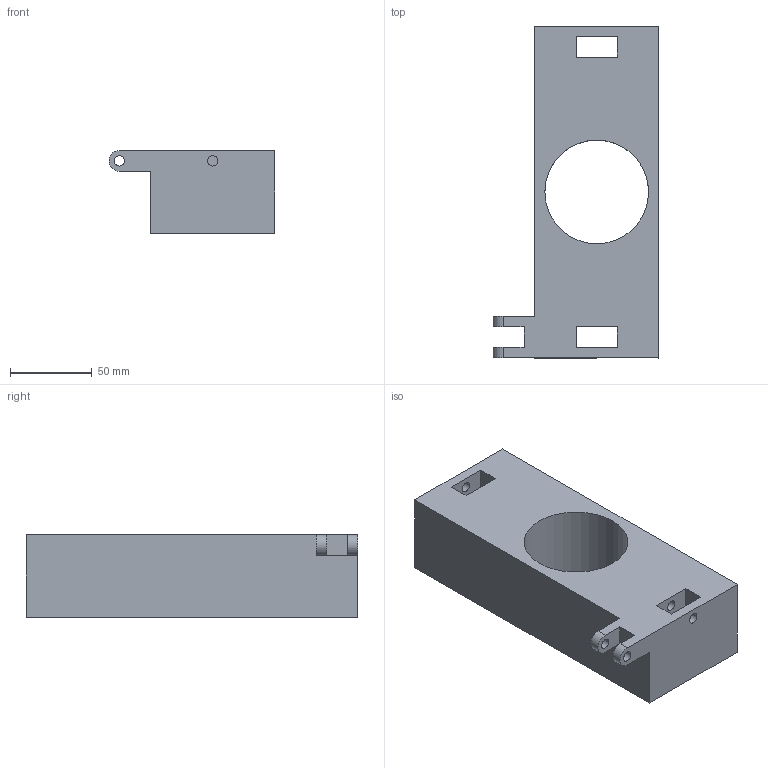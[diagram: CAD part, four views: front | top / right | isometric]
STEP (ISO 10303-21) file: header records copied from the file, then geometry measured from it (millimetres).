
FILE_DESCRIPTION (( 'STEP AP203' ), '1' );
FILE_NAME ('upright (for sim)_Rear left_sldprt.STEP', '2022-10-03T14:25:58', ( '' ), ( '' ), 'SwSTEP 2.0', 'SolidWorks 2021', '' );
FILE_SCHEMA (( 'CONFIG_CONTROL_DESIGN' ));
Length unit declared in the file: inch
Products named in the file (1): upright (for sim)_Rear left_sldprt
Bounding box: 101.6 x 203.2 x 50.8 mm (x, y, z)
Volume: 595011.1 mm3; surface area: 72923.8 mm2
Topology: 1 solids, 1 shells, 37 faces, 99 edges, 66 vertices
Faces by surface type: plane 21, cylinder 16
Entity records: 1272 total; most frequent: DIRECTION 207, CARTESIAN_POINT 203, ORIENTED_EDGE 198, EDGE_CURVE 99, AXIS2_PLACEMENT_3D 70, LINE 67, VECTOR 67, VERTEX_POINT 66
